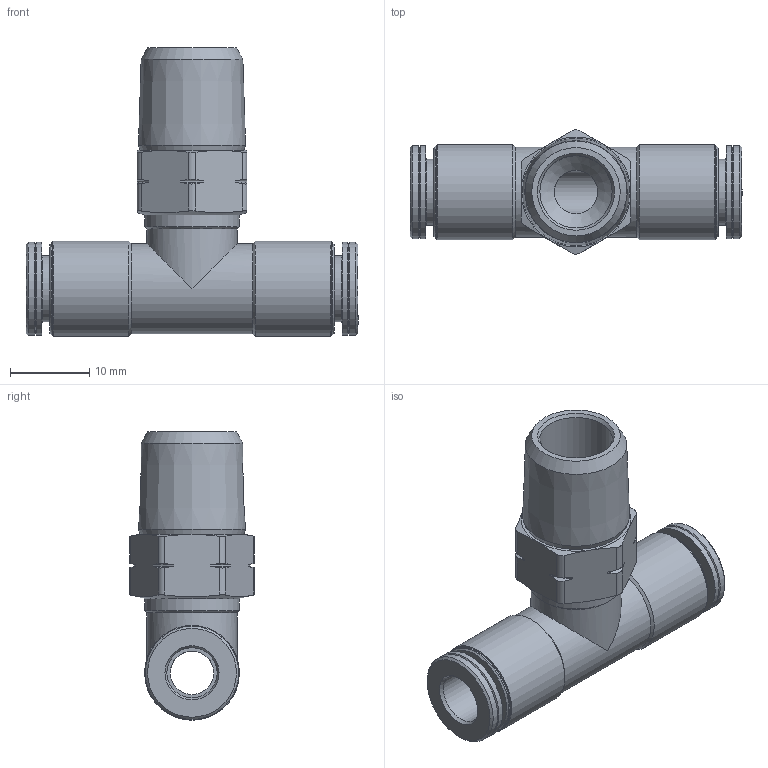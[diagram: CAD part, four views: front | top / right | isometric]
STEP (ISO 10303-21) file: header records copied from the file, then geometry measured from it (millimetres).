
FILE_DESCRIPTION(/* description */ ('STEP AP214'),/* implementation_level */ '2;1');
FILE_NAME(/* name */ '565336_CRQST-1_4-1_4-U',/* time_stamp */ '2024-08-09T14:21:46+02:00',/* author */ ('License CC BY-ND 4.0'),/* organization */ ('CADENAS'),/* preprocessor_version */ 'ST-DEVELOPER v19.3',/* originating_system */ 'PARTsolutions',/* authorisation */ ' ');
FILE_SCHEMA (('AUTOMOTIVE_DESIGN {1 0 10303 214 3 1 1}'));
Length unit declared in the file: millimetre
Products named in the file (1): 565336 CRQST-1/4-1/4-U
Bounding box: 42 x 15.72 x 36.5 mm (x, y, z)
Volume: 5500.1 mm3; surface area: 4484.7 mm2
Topology: 1 solids, 1 shells, 95 faces, 222 edges, 138 vertices
Faces by surface type: cone 39, cylinder 36, plane 18, torus 2
Full cylindrical faces by diameter (mm): 5.5 x2, 6.35 x2, 8.35 x2, 9.144 x1, 11.4 x2, 11.6 x2, 11.8 x4, 12 x3
Entity records: 2544 total; most frequent: CARTESIAN_POINT 608, DIRECTION 374, ORIENTED_EDGE 350, EDGE_CURVE 175, AXIS2_PLACEMENT_3D 169, EDGE_LOOP 150, FACE_BOUND 150, VERTEX_POINT 133
